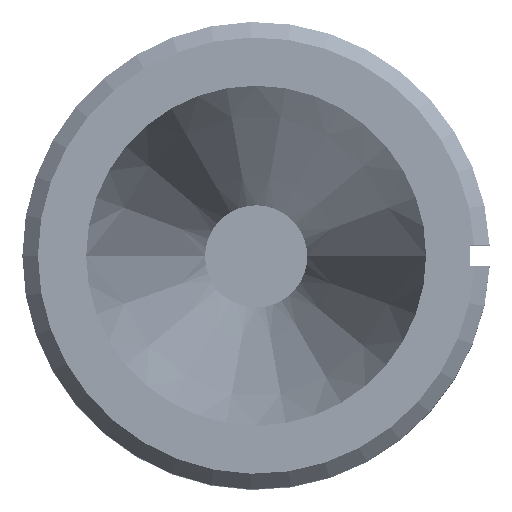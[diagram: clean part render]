
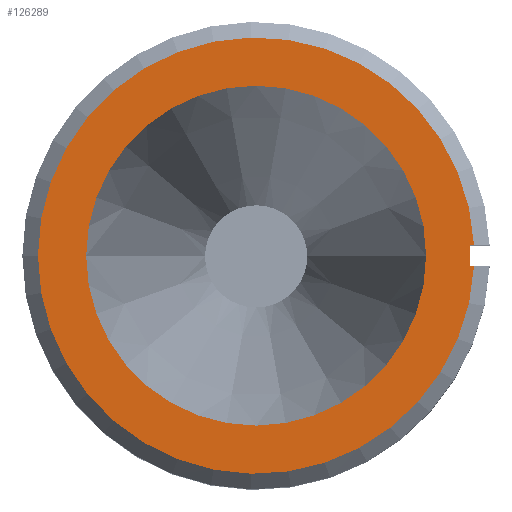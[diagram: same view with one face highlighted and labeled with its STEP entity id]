
A CAD part, top view. The second image highlights one B-rep face of the part: STEP entity #126289.
In plain terms, the highlighted planar face has unit normal (0, 0, 1).
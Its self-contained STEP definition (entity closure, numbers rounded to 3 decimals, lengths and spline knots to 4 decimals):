
#778 = LINE ( 'NONE', #135545, #47176 ) ;
#2926 = CIRCLE ( 'NONE', #113085, 0.5454 ) ;
#5966 = DIRECTION ( 'NONE',  ( 0., 0., 1. ) ) ;
#6762 = EDGE_CURVE ( 'NONE', #9072, #50055, #75139, .T. ) ;
#8645 = VERTEX_POINT ( 'NONE', #93628 ) ;
#9072 = VERTEX_POINT ( 'NONE', #35409 ) ;
#9555 = DIRECTION ( 'NONE',  ( 1., 0., 0. ) ) ;
#10504 = CARTESIAN_POINT ( 'NONE',  ( 0.75, 0., 0. ) ) ;
#13752 = DIRECTION ( 'NONE',  ( 1., 0., 0. ) ) ;
#14231 = ORIENTED_EDGE ( 'NONE', *, *, #153599, .F. ) ;
#15043 = VERTEX_POINT ( 'NONE', #18347 ) ;
#15230 = ORIENTED_EDGE ( 'NONE', *, *, #98497, .T. ) ;
#15674 = EDGE_CURVE ( 'NONE', #15749, #97654, #57018, .T. ) ;
#15749 = VERTEX_POINT ( 'NONE', #91609 ) ;
#16923 = ORIENTED_EDGE ( 'NONE', *, *, #6762, .T. ) ;
#17776 = CARTESIAN_POINT ( 'NONE',  ( 0.75, 0.0335, 0. ) ) ;
#18347 = CARTESIAN_POINT ( 'NONE',  ( -0.7, 0., 0. ) ) ;
#21758 = DIRECTION ( 'NONE',  ( 1., 0., 0. ) ) ;
#24207 = AXIS2_PLACEMENT_3D ( 'NONE', #127902, #5966, #91789 ) ;
#25023 = CARTESIAN_POINT ( 'NONE',  ( 0., 0., 0. ) ) ;
#26309 = AXIS2_PLACEMENT_3D ( 'NONE', #50299, #99277, #148208 ) ;
#26596 = DIRECTION ( 'NONE',  ( 0., 0., -1. ) ) ;
#29533 = ORIENTED_EDGE ( 'NONE', *, *, #72487, .T. ) ;
#33668 = ORIENTED_EDGE ( 'NONE', *, *, #52615, .T. ) ;
#35409 = CARTESIAN_POINT ( 'NONE',  ( -0.5454, 0., 0. ) ) ;
#35444 = LINE ( 'NONE', #60290, #98101 ) ;
#36787 = DIRECTION ( 'NONE',  ( 0., 0., 1. ) ) ;
#37621 = DIRECTION ( 'NONE',  ( 0., -1., 0. ) ) ;
#42049 = CIRCLE ( 'NONE', #24207, 0.7 ) ;
#47176 = VECTOR ( 'NONE', #37621, 39.3701 ) ;
#50055 = VERTEX_POINT ( 'NONE', #69784 ) ;
#50299 = CARTESIAN_POINT ( 'NONE',  ( 0., 0., 0. ) ) ;
#52615 = EDGE_CURVE ( 'NONE', #15043, #8645, #42049, .T. ) ;
#57018 = LINE ( 'NONE', #17776, #72745 ) ;
#60290 = CARTESIAN_POINT ( 'NONE',  ( 0.685, -0.0335, 0. ) ) ;
#63811 = CARTESIAN_POINT ( 'NONE',  ( 0.685, 0.0335, 0. ) ) ;
#69784 = CARTESIAN_POINT ( 'NONE',  ( 0.5454, 0., 0. ) ) ;
#70291 = AXIS2_PLACEMENT_3D ( 'NONE', #10504, #82765, #21758 ) ;
#72161 = CARTESIAN_POINT ( 'NONE',  ( 0., 0., 0. ) ) ;
#72487 = EDGE_CURVE ( 'NONE', #50055, #9072, #2926, .T. ) ;
#72745 = VECTOR ( 'NONE', #105237, 39.3701 ) ;
#75139 = CIRCLE ( 'NONE', #26309, 0.5454 ) ;
#81728 = AXIS2_PLACEMENT_3D ( 'NONE', #72161, #36787, #9555 ) ;
#82765 = DIRECTION ( 'NONE',  ( 0., 0., 1. ) ) ;
#89301 = EDGE_LOOP ( 'NONE', ( #29533, #16923 ) ) ;
#91609 = CARTESIAN_POINT ( 'NONE',  ( 0.6992, 0.0335, 0. ) ) ;
#91789 = DIRECTION ( 'NONE',  ( 1., 0., 0. ) ) ;
#93628 = CARTESIAN_POINT ( 'NONE',  ( 0.6992, -0.0335, 0. ) ) ;
#97654 = VERTEX_POINT ( 'NONE', #63811 ) ;
#98101 = VECTOR ( 'NONE', #13752, 39.3701 ) ;
#98497 = EDGE_CURVE ( 'NONE', #15749, #15043, #99713, .T. ) ;
#98840 = DIRECTION ( 'NONE',  ( -1., 0., 0. ) ) ;
#99277 = DIRECTION ( 'NONE',  ( 0., 0., -1. ) ) ;
#99713 = CIRCLE ( 'NONE', #81728, 0.7 ) ;
#105237 = DIRECTION ( 'NONE',  ( -1., 0., 0. ) ) ;
#106815 = FACE_OUTER_BOUND ( 'NONE', #146434, .T. ) ;
#107237 = CARTESIAN_POINT ( 'NONE',  ( 0.685, -0.0335, 0. ) ) ;
#109213 = PLANE ( 'NONE',  #70291 ) ;
#112343 = EDGE_CURVE ( 'NONE', #97654, #127200, #778, .T. ) ;
#113085 = AXIS2_PLACEMENT_3D ( 'NONE', #25023, #26596, #98840 ) ;
#126289 = ADVANCED_FACE ( 'NONE', ( #106815, #155728 ), #109213, .T. ) ;
#127200 = VERTEX_POINT ( 'NONE', #107237 ) ;
#127902 = CARTESIAN_POINT ( 'NONE',  ( 0., 0., 0. ) ) ;
#135545 = CARTESIAN_POINT ( 'NONE',  ( 0.685, 0.0335, 0. ) ) ;
#146434 = EDGE_LOOP ( 'NONE', ( #147237, #15230, #33668, #14231, #153232 ) ) ;
#147237 = ORIENTED_EDGE ( 'NONE', *, *, #15674, .F. ) ;
#148208 = DIRECTION ( 'NONE',  ( -1., 0., 0. ) ) ;
#153232 = ORIENTED_EDGE ( 'NONE', *, *, #112343, .F. ) ;
#153599 = EDGE_CURVE ( 'NONE', #127200, #8645, #35444, .T. ) ;
#155728 = FACE_BOUND ( 'NONE', #89301, .T. ) ;
